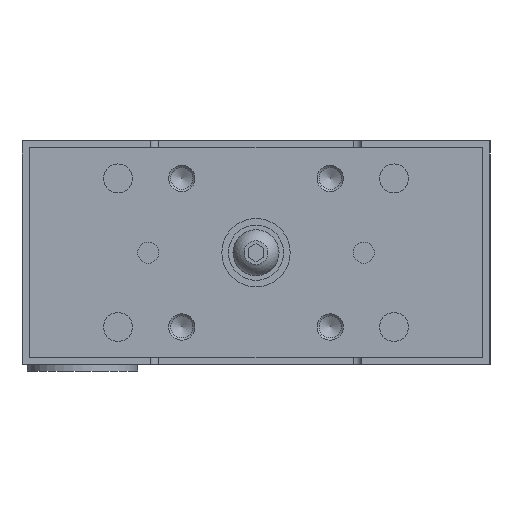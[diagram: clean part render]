
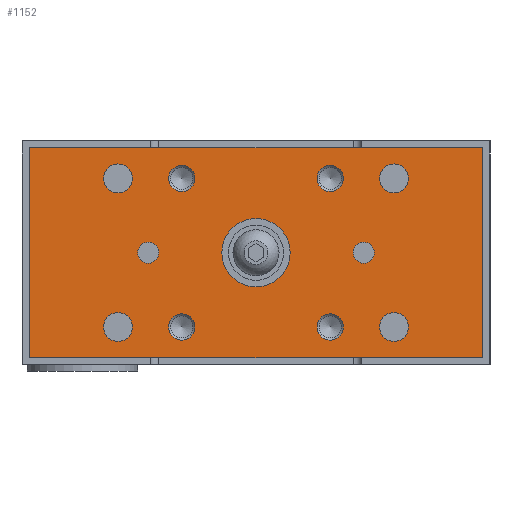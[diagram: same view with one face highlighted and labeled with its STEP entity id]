
A CAD part, left-side view. The second image highlights one B-rep face of the part: STEP entity #1152.
In plain terms, the highlighted planar face has unit normal (-1, 0, 0).
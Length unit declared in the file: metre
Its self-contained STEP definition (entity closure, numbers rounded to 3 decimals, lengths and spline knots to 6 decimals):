
#1152 = ADVANCED_FACE( '', ( #2575, #2576, #2577, #2578, #2579, #2580, #2581, #2582, #2583, #2584, #2585, #2586 ), #2587, .F. );
#2575 = FACE_BOUND( '', #4097, .T. );
#2576 = FACE_BOUND( '', #4098, .T. );
#2577 = FACE_BOUND( '', #4099, .T. );
#2578 = FACE_BOUND( '', #4100, .T. );
#2579 = FACE_BOUND( '', #4101, .T. );
#2580 = FACE_BOUND( '', #4102, .T. );
#2581 = FACE_BOUND( '', #4103, .T. );
#2582 = FACE_BOUND( '', #4104, .T. );
#2583 = FACE_BOUND( '', #4105, .T. );
#2584 = FACE_BOUND( '', #4106, .T. );
#2585 = FACE_BOUND( '', #4107, .T. );
#2586 = FACE_OUTER_BOUND( '', #4108, .T. );
#2587 = PLANE( '', #4109 );
#4097 = EDGE_LOOP( '', ( #6999 ) );
#4098 = EDGE_LOOP( '', ( #7000 ) );
#4099 = EDGE_LOOP( '', ( #7001 ) );
#4100 = EDGE_LOOP( '', ( #7002 ) );
#4101 = EDGE_LOOP( '', ( #7003 ) );
#4102 = EDGE_LOOP( '', ( #7004 ) );
#4103 = EDGE_LOOP( '', ( #7005 ) );
#4104 = EDGE_LOOP( '', ( #7006 ) );
#4105 = EDGE_LOOP( '', ( #7007 ) );
#4106 = EDGE_LOOP( '', ( #7008 ) );
#4107 = EDGE_LOOP( '', ( #7009 ) );
#4108 = EDGE_LOOP( '', ( #7010, #7011, #7012, #7013 ) );
#4109 = AXIS2_PLACEMENT_3D( '', #7014, #7015, #7016 );
#6999 = ORIENTED_EDGE( '', *, *, #7913, .T. );
#7000 = ORIENTED_EDGE( '', *, *, #8215, .T. );
#7001 = ORIENTED_EDGE( '', *, *, #8497, .F. );
#7002 = ORIENTED_EDGE( '', *, *, #8206, .F. );
#7003 = ORIENTED_EDGE( '', *, *, #8312, .T. );
#7004 = ORIENTED_EDGE( '', *, *, #8327, .T. );
#7005 = ORIENTED_EDGE( '', *, *, #8498, .T. );
#7006 = ORIENTED_EDGE( '', *, *, #8499, .T. );
#7007 = ORIENTED_EDGE( '', *, *, #8389, .T. );
#7008 = ORIENTED_EDGE( '', *, *, #8459, .T. );
#7009 = ORIENTED_EDGE( '', *, *, #8422, .T. );
#7010 = ORIENTED_EDGE( '', *, *, #7603, .T. );
#7011 = ORIENTED_EDGE( '', *, *, #7623, .T. );
#7012 = ORIENTED_EDGE( '', *, *, #7611, .T. );
#7013 = ORIENTED_EDGE( '', *, *, #8135, .T. );
#7014 = CARTESIAN_POINT( '', ( -0.037, 0.086, -0.0025 ) );
#7015 = DIRECTION( '', ( 1., 0., 0. ) );
#7016 = DIRECTION( '', ( 0., 0., 1. ) );
#7603 = EDGE_CURVE( '', #8908, #8906, #8909, .T. );
#7611 = EDGE_CURVE( '', #8922, #8920, #8923, .T. );
#7623 = EDGE_CURVE( '', #8906, #8922, #8941, .T. );
#7913 = EDGE_CURVE( '', #9400, #9400, #9401, .T. );
#8135 = EDGE_CURVE( '', #8920, #8908, #9723, .T. );
#8206 = EDGE_CURVE( '', #9818, #9818, #9819, .T. );
#8215 = EDGE_CURVE( '', #9830, #9830, #9831, .T. );
#8312 = EDGE_CURVE( '', #9960, #9960, #9961, .T. );
#8327 = EDGE_CURVE( '', #9977, #9977, #9978, .T. );
#8389 = EDGE_CURVE( '', #10054, #10054, #10055, .T. );
#8422 = EDGE_CURVE( '', #10097, #10097, #10098, .T. );
#8459 = EDGE_CURVE( '', #10139, #10139, #10140, .T. );
#8497 = EDGE_CURVE( '', #10184, #10184, #10185, .T. );
#8498 = EDGE_CURVE( '', #10186, #10186, #10187, .T. );
#8499 = EDGE_CURVE( '', #10188, #10188, #10189, .T. );
#8906 = VERTEX_POINT( '', #10776 );
#8908 = VERTEX_POINT( '', #10779 );
#8909 = LINE( '', #10780, #10781 );
#8920 = VERTEX_POINT( '', #10794 );
#8922 = VERTEX_POINT( '', #10797 );
#8923 = LINE( '', #10798, #10799 );
#8941 = LINE( '', #10823, #10824 );
#9400 = VERTEX_POINT( '', #11790 );
#9401 = CIRCLE( '', #11791, 0.013 );
#9723 = LINE( '', #12279, #12280 );
#9818 = VERTEX_POINT( '', #12451 );
#9819 = CIRCLE( '', #12452, 0.005 );
#9830 = VERTEX_POINT( '', #12465 );
#9831 = CIRCLE( '', #12466, 0.005 );
#9960 = VERTEX_POINT( '', #12647 );
#9961 = CIRCLE( '', #12648, 0.005 );
#9977 = VERTEX_POINT( '', #12692 );
#9978 = CIRCLE( '', #12693, 0.0055 );
#10054 = VERTEX_POINT( '', #12822 );
#10055 = CIRCLE( '', #12823, 0.0055 );
#10097 = VERTEX_POINT( '', #12868 );
#10098 = CIRCLE( '', #12869, 0.004 );
#10139 = VERTEX_POINT( '', #12970 );
#10140 = CIRCLE( '', #12971, 0.004 );
#10184 = VERTEX_POINT( '', #13021 );
#10185 = CIRCLE( '', #13022, 0.005 );
#10186 = VERTEX_POINT( '', #13023 );
#10187 = CIRCLE( '', #13024, 0.0055 );
#10188 = VERTEX_POINT( '', #13025 );
#10189 = CIRCLE( '', #13026, 0.0055 );
#10776 = CARTESIAN_POINT( '', ( -0.037, 0.086, -0.0825 ) );
#10779 = CARTESIAN_POINT( '', ( -0.037, 0.086, -0.0025 ) );
#10780 = CARTESIAN_POINT( '', ( -0.037, 0.086, -0.0025 ) );
#10781 = VECTOR( '', #13455, 1. );
#10794 = CARTESIAN_POINT( '', ( -0.037, -0.086, -0.0025 ) );
#10797 = CARTESIAN_POINT( '', ( -0.037, -0.086, -0.0825 ) );
#10798 = CARTESIAN_POINT( '', ( -0.037, -0.086, -0.0825 ) );
#10799 = VECTOR( '', #13465, 1. );
#10823 = CARTESIAN_POINT( '', ( -0.037, 0.086, -0.0825 ) );
#10824 = VECTOR( '', #13478, 1. );
#11790 = CARTESIAN_POINT( '', ( -0.037, 0.013, -0.0425 ) );
#11791 = AXIS2_PLACEMENT_3D( '', #13879, #13880, #13881 );
#12279 = CARTESIAN_POINT( '', ( -0.037, -0.086, -0.0025 ) );
#12280 = VECTOR( '', #14148, 1. );
#12451 = CARTESIAN_POINT( '', ( -0.037, 0.02325, -0.07075 ) );
#12452 = AXIS2_PLACEMENT_3D( '', #14236, #14237, #14238 );
#12465 = CARTESIAN_POINT( '', ( -0.037, 0.02325, -0.01425 ) );
#12466 = AXIS2_PLACEMENT_3D( '', #14247, #14248, #14249 );
#12647 = CARTESIAN_POINT( '', ( -0.037, -0.02325, -0.07075 ) );
#12648 = AXIS2_PLACEMENT_3D( '', #14362, #14363, #14364 );
#12692 = CARTESIAN_POINT( '', ( -0.037, 0.058, -0.01425 ) );
#12693 = AXIS2_PLACEMENT_3D( '', #14373, #14374, #14375 );
#12822 = CARTESIAN_POINT( '', ( -0.037, -0.047, -0.07075 ) );
#12823 = AXIS2_PLACEMENT_3D( '', #14444, #14445, #14446 );
#12868 = CARTESIAN_POINT( '', ( -0.037, -0.037, -0.0425 ) );
#12869 = AXIS2_PLACEMENT_3D( '', #14477, #14478, #14479 );
#12970 = CARTESIAN_POINT( '', ( -0.037, 0.045, -0.0425 ) );
#12971 = AXIS2_PLACEMENT_3D( '', #14506, #14507, #14508 );
#13021 = CARTESIAN_POINT( '', ( -0.037, -0.02325, -0.01425 ) );
#13022 = AXIS2_PLACEMENT_3D( '', #14533, #14534, #14535 );
#13023 = CARTESIAN_POINT( '', ( -0.037, -0.047, -0.01425 ) );
#13024 = AXIS2_PLACEMENT_3D( '', #14536, #14537, #14538 );
#13025 = CARTESIAN_POINT( '', ( -0.037, 0.058, -0.07075 ) );
#13026 = AXIS2_PLACEMENT_3D( '', #14539, #14540, #14541 );
#13455 = DIRECTION( '', ( 0., 0., -1. ) );
#13465 = DIRECTION( '', ( 0., 0., 1. ) );
#13478 = DIRECTION( '', ( 0., -1., 0. ) );
#13879 = CARTESIAN_POINT( '', ( -0.037, 0., -0.0425 ) );
#13880 = DIRECTION( '', ( 1., 0., 0. ) );
#13881 = DIRECTION( '', ( 0., 1., 0. ) );
#14148 = DIRECTION( '', ( 0., 1., 0. ) );
#14236 = CARTESIAN_POINT( '', ( -0.037, 0.02825, -0.07075 ) );
#14237 = DIRECTION( '', ( -1., 0., 0. ) );
#14238 = DIRECTION( '', ( 0., -1., 0. ) );
#14247 = CARTESIAN_POINT( '', ( -0.037, 0.02825, -0.01425 ) );
#14248 = DIRECTION( '', ( 1., 0., 0. ) );
#14249 = DIRECTION( '', ( 0., -1., 0. ) );
#14362 = CARTESIAN_POINT( '', ( -0.037, -0.02825, -0.07075 ) );
#14363 = DIRECTION( '', ( 1., 0., 0. ) );
#14364 = DIRECTION( '', ( 0., 1., 0. ) );
#14373 = CARTESIAN_POINT( '', ( -0.037, 0.0525, -0.01425 ) );
#14374 = DIRECTION( '', ( 1., 0., 0. ) );
#14375 = DIRECTION( '', ( 0., 1., 0. ) );
#14444 = CARTESIAN_POINT( '', ( -0.037, -0.0525, -0.07075 ) );
#14445 = DIRECTION( '', ( 1., 0., 0. ) );
#14446 = DIRECTION( '', ( 0., 1., 0. ) );
#14477 = CARTESIAN_POINT( '', ( -0.037, -0.041, -0.0425 ) );
#14478 = DIRECTION( '', ( 1., 0., 0. ) );
#14479 = DIRECTION( '', ( 0., 1., 0. ) );
#14506 = CARTESIAN_POINT( '', ( -0.037, 0.041, -0.0425 ) );
#14507 = DIRECTION( '', ( 1., 0., 0. ) );
#14508 = DIRECTION( '', ( 0., 1., 0. ) );
#14533 = CARTESIAN_POINT( '', ( -0.037, -0.02825, -0.01425 ) );
#14534 = DIRECTION( '', ( -1., 0., 0. ) );
#14535 = DIRECTION( '', ( 0., 1., 0. ) );
#14536 = CARTESIAN_POINT( '', ( -0.037, -0.0525, -0.01425 ) );
#14537 = DIRECTION( '', ( 1., 0., 0. ) );
#14538 = DIRECTION( '', ( 0., 1., 0. ) );
#14539 = CARTESIAN_POINT( '', ( -0.037, 0.0525, -0.07075 ) );
#14540 = DIRECTION( '', ( 1., 0., 0. ) );
#14541 = DIRECTION( '', ( 0., 1., 0. ) );
